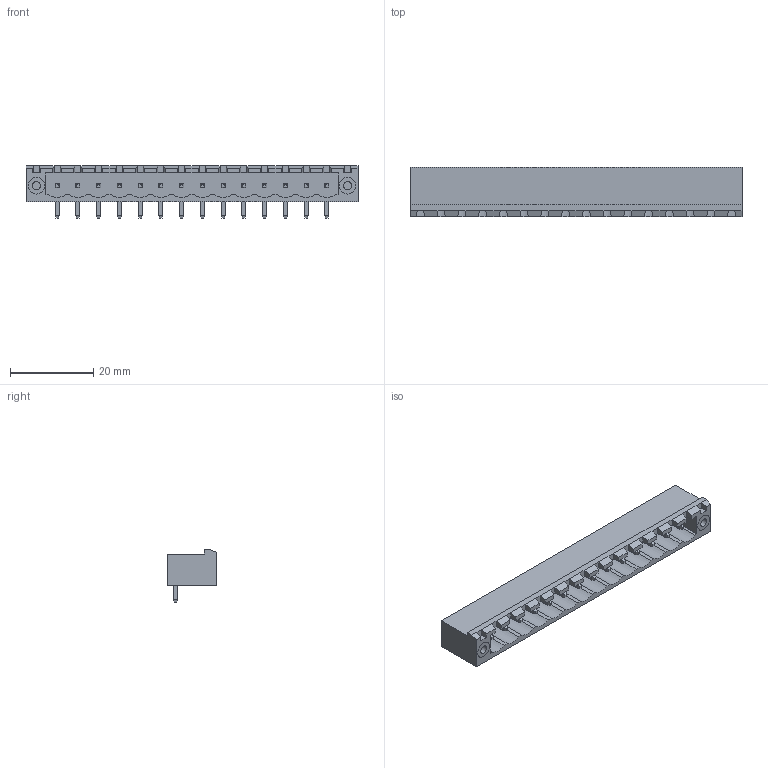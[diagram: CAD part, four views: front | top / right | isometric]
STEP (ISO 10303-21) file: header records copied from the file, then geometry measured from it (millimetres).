
FILE_DESCRIPTION(/* description */ ('model of PhoenixContact_MSTB-GF_14x5.00mm_Angled_ThreadedFlange.'),/* implementation_level */ FILE_NAME(/* name */ 'PhoenixContact_MSTB-GF_14x5.00mm_Angled_ThreadedFlange..stp',/* time_stamp */ '2017-02-27T15:25:00',/* author */ ('Rene Poeschl',''),/* organization */ (''),/* preprocessor_version */ '',/* originating_system */ '',/* authorisation */ '');
FILE_NAME(/* name */ 'PhoenixContact_MSTB-GF_14x5.00mm_Angled_ThreadedFlange..stp',/* time_stamp */ '2017-02-27T15:25:00',/* author */ ('Rene Poeschl',''),/* organization */ (''),/* preprocessor_version */ '',/* originating_system */ '',/* authorisation */ '');
FILE_SCHEMA(('AUTOMOTIVE_DESIGN_CC2 { 1 2 10303 214 -1 1 5 4 }'));
Length unit declared in the file: millimetre
Products named in the file (1): MSTB_01x14_GF_5_00mm
Bounding box: 80 x 12 x 12.6 mm (x, y, z)
Volume: 4186.3 mm3; surface area: 5379.1 mm2
Topology: 1 solids, 1 shells, 379 faces, 893 edges, 548 vertices
Faces by surface type: plane 363, cylinder 16
Full cylindrical faces by diameter (mm): 2 x2
Entity records: 24491 total; most frequent: CARTESIAN_POINT 3931, DIRECTION 3179, LINE 2321, VECTOR 2321, ORIENTED_EDGE 1786, PCURVE 1786, DEFINITIONAL_REPRESENTATION 1786, EDGE_CURVE 893
